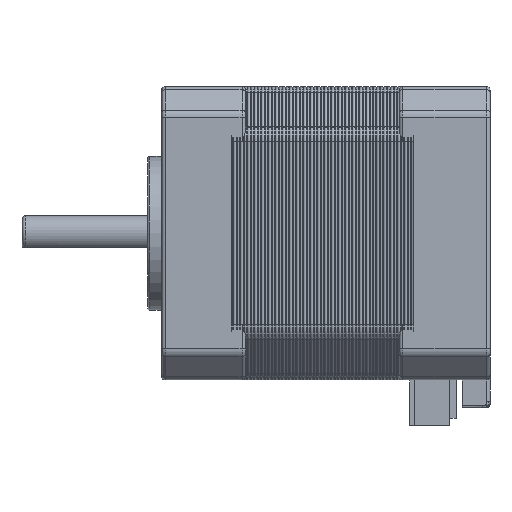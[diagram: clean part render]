
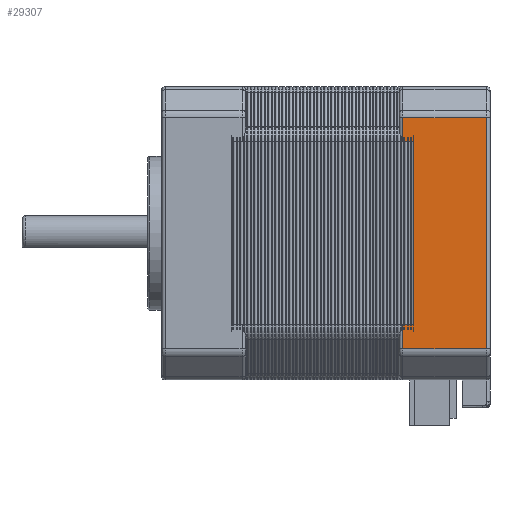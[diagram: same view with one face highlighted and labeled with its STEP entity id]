
A CAD part, left-side view. The second image highlights one B-rep face of the part: STEP entity #29307.
In plain terms, the highlighted planar face has unit normal (-1, 0, 0).
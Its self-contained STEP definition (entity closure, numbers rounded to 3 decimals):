
#2131=PLANE('',#34309);
#4126=FACE_OUTER_BOUND('',#6198,.T.);
#6198=EDGE_LOOP('',(#26272,#26273,#26274,#26275,#26276,#26277,#26278,#26279));
#7432=LINE('',#54231,#8856);
#7434=LINE('',#54237,#8858);
#7460=LINE('',#54342,#8884);
#7468=LINE('',#54382,#8892);
#7469=LINE('',#54385,#8893);
#7470=LINE('',#54387,#8894);
#7471=LINE('',#54389,#8895);
#7472=LINE('',#54390,#8896);
#8856=VECTOR('',#44681,10.);
#8858=VECTOR('',#44687,10.);
#8884=VECTOR('',#44773,10.);
#8892=VECTOR('',#44813,10.);
#8893=VECTOR('',#44818,10.);
#8894=VECTOR('',#44819,10.);
#8895=VECTOR('',#44820,10.);
#8896=VECTOR('',#44821,10.);
#14077=VERTEX_POINT('',#54216);
#14079=VERTEX_POINT('',#54222);
#14082=VERTEX_POINT('',#54235);
#14112=VERTEX_POINT('',#54334);
#14113=VERTEX_POINT('',#54341);
#14123=VERTEX_POINT('',#54381);
#14124=VERTEX_POINT('',#54386);
#14125=VERTEX_POINT('',#54388);
#18187=EDGE_CURVE('',#14077,#14079,#7432,.T.);
#18190=EDGE_CURVE('',#14082,#14077,#7434,.T.);
#18234=EDGE_CURVE('',#14112,#14113,#7460,.T.);
#18252=EDGE_CURVE('',#14113,#14123,#7468,.T.);
#18254=EDGE_CURVE('',#14123,#14082,#7469,.T.);
#18255=EDGE_CURVE('',#14112,#14124,#7470,.T.);
#18256=EDGE_CURVE('',#14124,#14125,#7471,.T.);
#18257=EDGE_CURVE('',#14079,#14125,#7472,.T.);
#26272=ORIENTED_EDGE('',*,*,#18187,.F.);
#26273=ORIENTED_EDGE('',*,*,#18190,.F.);
#26274=ORIENTED_EDGE('',*,*,#18254,.F.);
#26275=ORIENTED_EDGE('',*,*,#18252,.F.);
#26276=ORIENTED_EDGE('',*,*,#18234,.F.);
#26277=ORIENTED_EDGE('',*,*,#18255,.T.);
#26278=ORIENTED_EDGE('',*,*,#18256,.T.);
#26279=ORIENTED_EDGE('',*,*,#18257,.F.);
#29307=ADVANCED_FACE('',(#4126),#2131,.T.);
#34309=AXIS2_PLACEMENT_3D('',#54384,#44816,#44817);
#44681=DIRECTION('',(0.,0.,1.));
#44687=DIRECTION('',(0.,1.,0.));
#44773=DIRECTION('',(0.,0.,1.));
#44813=DIRECTION('',(0.,-1.,0.));
#44816=DIRECTION('center_axis',(-1.,0.,0.));
#44817=DIRECTION('ref_axis',(0.,0.,1.));
#44818=DIRECTION('',(0.,0.,-1.));
#44819=DIRECTION('',(0.,-1.,0.));
#44820=DIRECTION('',(0.,0.,-1.));
#44821=DIRECTION('',(0.,-1.,0.));
#54216=CARTESIAN_POINT('',(-42.,12.5,-37.562));
#54222=CARTESIAN_POINT('',(-42.,12.5,-34.113));
#54231=CARTESIAN_POINT('',(-42.,12.5,-29.592));
#54235=CARTESIAN_POINT('',(-42.,0.5,-37.562));
#54237=CARTESIAN_POINT('',(-42.,0.,-37.562));
#54334=CARTESIAN_POINT('',(-42.,12.5,-7.887));
#54341=CARTESIAN_POINT('',(-42.,12.5,-4.438));
#54342=CARTESIAN_POINT('',(-42.,12.5,-29.592));
#54381=CARTESIAN_POINT('',(-42.,0.5,-4.438));
#54382=CARTESIAN_POINT('',(-42.,0.,-4.438));
#54384=CARTESIAN_POINT('Origin',(-42.,0.,-38.184));
#54385=CARTESIAN_POINT('',(-42.,0.5,-29.592));
#54386=CARTESIAN_POINT('',(-42.,11.,-7.887));
#54387=CARTESIAN_POINT('',(-42.,13.,-7.887));
#54388=CARTESIAN_POINT('',(-42.,11.,-34.113));
#54389=CARTESIAN_POINT('',(-42.,11.,-29.592));
#54390=CARTESIAN_POINT('',(-42.,13.,-34.113));
